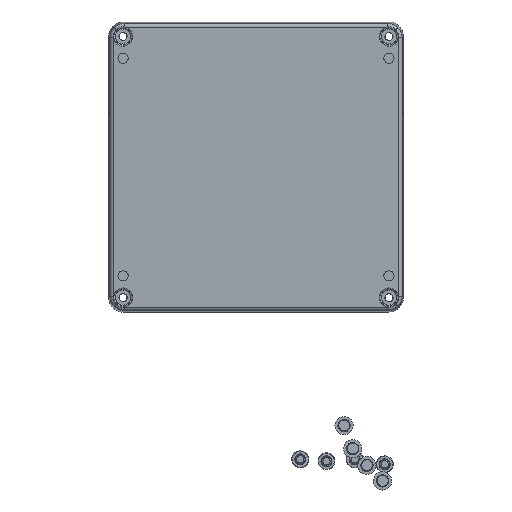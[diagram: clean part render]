
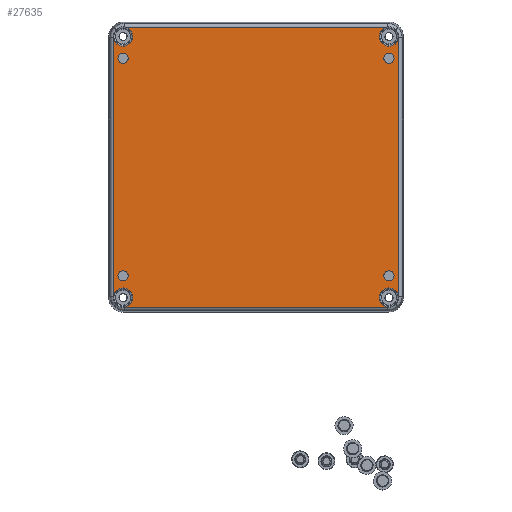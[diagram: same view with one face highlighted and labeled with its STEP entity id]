
A CAD part, front view. The second image highlights one B-rep face of the part: STEP entity #27635.
In plain terms, the highlighted planar face has unit normal (0, -1, 0).
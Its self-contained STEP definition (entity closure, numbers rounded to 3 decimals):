
#19828 = VERTEX_POINT('',#19829);
#19829 = CARTESIAN_POINT('',(-55.,-71.5,47.1));
#19847 = VERTEX_POINT('',#19848);
#19848 = CARTESIAN_POINT('',(-55.,-71.5,42.9));
#19854 = EDGE_CURVE('',#19847,#19828,#19855,.T.);
#19855 = CIRCLE('',#19856,2.1);
#19856 = AXIS2_PLACEMENT_3D('',#19857,#19858,#19859);
#19857 = CARTESIAN_POINT('',(-55.,-71.5,45.));
#19858 = DIRECTION('',(0.,1.,0.));
#19859 = DIRECTION('',(0.,-0.,1.));
#19870 = VERTEX_POINT('',#19871);
#19871 = CARTESIAN_POINT('',(55.,-71.5,47.1));
#19889 = VERTEX_POINT('',#19890);
#19890 = CARTESIAN_POINT('',(55.,-71.5,42.9));
#19896 = EDGE_CURVE('',#19889,#19870,#19897,.T.);
#19897 = CIRCLE('',#19898,2.1);
#19898 = AXIS2_PLACEMENT_3D('',#19899,#19900,#19901);
#19899 = CARTESIAN_POINT('',(55.,-71.5,45.));
#19900 = DIRECTION('',(0.,1.,0.));
#19901 = DIRECTION('',(0.,-0.,1.));
#19912 = VERTEX_POINT('',#19913);
#19913 = CARTESIAN_POINT('',(55.,-71.5,-42.9));
#19931 = VERTEX_POINT('',#19932);
#19932 = CARTESIAN_POINT('',(55.,-71.5,-47.1));
#19938 = EDGE_CURVE('',#19931,#19912,#19939,.T.);
#19939 = CIRCLE('',#19940,2.1);
#19940 = AXIS2_PLACEMENT_3D('',#19941,#19942,#19943);
#19941 = CARTESIAN_POINT('',(55.,-71.5,-45.));
#19942 = DIRECTION('',(0.,1.,0.));
#19943 = DIRECTION('',(0.,-0.,1.));
#19954 = VERTEX_POINT('',#19955);
#19955 = CARTESIAN_POINT('',(-55.,-71.5,-42.9));
#19973 = VERTEX_POINT('',#19974);
#19974 = CARTESIAN_POINT('',(-55.,-71.5,-47.1));
#19980 = EDGE_CURVE('',#19973,#19954,#19981,.T.);
#19981 = CIRCLE('',#19982,2.1);
#19982 = AXIS2_PLACEMENT_3D('',#19983,#19984,#19985);
#19983 = CARTESIAN_POINT('',(-55.,-71.5,-45.));
#19984 = DIRECTION('',(0.,1.,0.));
#19985 = DIRECTION('',(0.,-0.,1.));
#22367 = VERTEX_POINT('',#22368);
#22368 = CARTESIAN_POINT('',(54.173,-71.5,-57.914));
#22375 = EDGE_CURVE('',#22376,#22367,#22378,.T.);
#22376 = VERTEX_POINT('',#22377);
#22377 = CARTESIAN_POINT('',(55.,-71.5,-50.));
#22378 = CIRCLE('',#22379,4.);
#22379 = AXIS2_PLACEMENT_3D('',#22380,#22381,#22382);
#22380 = CARTESIAN_POINT('',(55.,-71.5,-54.));
#22381 = DIRECTION('',(0.,-1.,0.));
#22382 = DIRECTION('',(0.,0.,-1.));
#22446 = VERTEX_POINT('',#22447);
#22447 = CARTESIAN_POINT('',(-58.914,-71.5,-53.173));
#22454 = EDGE_CURVE('',#22455,#22446,#22457,.T.);
#22455 = VERTEX_POINT('',#22456);
#22456 = CARTESIAN_POINT('',(-55.,-71.5,-50.));
#22457 = CIRCLE('',#22458,4.);
#22458 = AXIS2_PLACEMENT_3D('',#22459,#22460,#22461);
#22459 = CARTESIAN_POINT('',(-55.,-71.5,-54.));
#22460 = DIRECTION('',(0.,-1.,0.));
#22461 = DIRECTION('',(0.,0.,-1.));
#22489 = VERTEX_POINT('',#22490);
#22490 = CARTESIAN_POINT('',(-55.,-71.5,50.));
#22496 = EDGE_CURVE('',#22497,#22489,#22499,.T.);
#22497 = VERTEX_POINT('',#22498);
#22498 = CARTESIAN_POINT('',(-58.914,-71.5,53.173));
#22499 = CIRCLE('',#22500,4.);
#22500 = AXIS2_PLACEMENT_3D('',#22501,#22502,#22503);
#22501 = CARTESIAN_POINT('',(-55.,-71.5,54.));
#22502 = DIRECTION('',(0.,-1.,0.));
#22503 = DIRECTION('',(0.,0.,-1.));
#22573 = VERTEX_POINT('',#22574);
#22574 = CARTESIAN_POINT('',(55.,-71.5,50.));
#22580 = EDGE_CURVE('',#22581,#22573,#22583,.T.);
#22581 = VERTEX_POINT('',#22582);
#22582 = CARTESIAN_POINT('',(54.173,-71.5,57.914));
#22583 = CIRCLE('',#22584,4.);
#22584 = AXIS2_PLACEMENT_3D('',#22585,#22586,#22587);
#22585 = CARTESIAN_POINT('',(55.,-71.5,54.));
#22586 = DIRECTION('',(0.,-1.,0.));
#22587 = DIRECTION('',(0.,0.,-1.));
#27635 = ADVANCED_FACE('',(#27636,#27646,#27656,#27666,#27676),#27742,
  .T.);
#27636 = FACE_BOUND('',#27637,.T.);
#27637 = EDGE_LOOP('',(#27638,#27645));
#27638 = ORIENTED_EDGE('',*,*,#27639,.T.);
#27639 = EDGE_CURVE('',#19828,#19847,#27640,.T.);
#27640 = CIRCLE('',#27641,2.1);
#27641 = AXIS2_PLACEMENT_3D('',#27642,#27643,#27644);
#27642 = CARTESIAN_POINT('',(-55.,-71.5,45.));
#27643 = DIRECTION('',(0.,1.,0.));
#27644 = DIRECTION('',(0.,-0.,1.));
#27645 = ORIENTED_EDGE('',*,*,#19854,.T.);
#27646 = FACE_BOUND('',#27647,.T.);
#27647 = EDGE_LOOP('',(#27648,#27655));
#27648 = ORIENTED_EDGE('',*,*,#27649,.T.);
#27649 = EDGE_CURVE('',#19870,#19889,#27650,.T.);
#27650 = CIRCLE('',#27651,2.1);
#27651 = AXIS2_PLACEMENT_3D('',#27652,#27653,#27654);
#27652 = CARTESIAN_POINT('',(55.,-71.5,45.));
#27653 = DIRECTION('',(0.,1.,0.));
#27654 = DIRECTION('',(0.,-0.,1.));
#27655 = ORIENTED_EDGE('',*,*,#19896,.T.);
#27656 = FACE_BOUND('',#27657,.T.);
#27657 = EDGE_LOOP('',(#27658,#27665));
#27658 = ORIENTED_EDGE('',*,*,#27659,.T.);
#27659 = EDGE_CURVE('',#19912,#19931,#27660,.T.);
#27660 = CIRCLE('',#27661,2.1);
#27661 = AXIS2_PLACEMENT_3D('',#27662,#27663,#27664);
#27662 = CARTESIAN_POINT('',(55.,-71.5,-45.));
#27663 = DIRECTION('',(0.,1.,0.));
#27664 = DIRECTION('',(0.,-0.,1.));
#27665 = ORIENTED_EDGE('',*,*,#19938,.T.);
#27666 = FACE_BOUND('',#27667,.T.);
#27667 = EDGE_LOOP('',(#27668,#27675));
#27668 = ORIENTED_EDGE('',*,*,#27669,.T.);
#27669 = EDGE_CURVE('',#19954,#19973,#27670,.T.);
#27670 = CIRCLE('',#27671,2.1);
#27671 = AXIS2_PLACEMENT_3D('',#27672,#27673,#27674);
#27672 = CARTESIAN_POINT('',(-55.,-71.5,-45.));
#27673 = DIRECTION('',(0.,1.,0.));
#27674 = DIRECTION('',(0.,-0.,1.));
#27675 = ORIENTED_EDGE('',*,*,#19980,.T.);
#27676 = FACE_BOUND('',#27677,.T.);
#27677 = EDGE_LOOP('',(#27678,#27687,#27695,#27702,#27703,#27711,#27718,
    #27719,#27725,#27726,#27735,#27741));
#27678 = ORIENTED_EDGE('',*,*,#27679,.F.);
#27679 = EDGE_CURVE('',#27680,#22376,#27682,.T.);
#27680 = VERTEX_POINT('',#27681);
#27681 = CARTESIAN_POINT('',(58.914,-71.5,-53.173));
#27682 = CIRCLE('',#27683,4.);
#27683 = AXIS2_PLACEMENT_3D('',#27684,#27685,#27686);
#27684 = CARTESIAN_POINT('',(55.,-71.5,-54.));
#27685 = DIRECTION('',(0.,-1.,0.));
#27686 = DIRECTION('',(0.,0.,-1.));
#27687 = ORIENTED_EDGE('',*,*,#27688,.T.);
#27688 = EDGE_CURVE('',#27680,#27689,#27691,.T.);
#27689 = VERTEX_POINT('',#27690);
#27690 = CARTESIAN_POINT('',(58.914,-71.5,53.173));
#27691 = LINE('',#27692,#27693);
#27692 = CARTESIAN_POINT('',(58.914,-71.5,-60.));
#27693 = VECTOR('',#27694,1.);
#27694 = DIRECTION('',(-0.,-0.,1.));
#27695 = ORIENTED_EDGE('',*,*,#27696,.F.);
#27696 = EDGE_CURVE('',#22573,#27689,#27697,.T.);
#27697 = CIRCLE('',#27698,4.);
#27698 = AXIS2_PLACEMENT_3D('',#27699,#27700,#27701);
#27699 = CARTESIAN_POINT('',(55.,-71.5,54.));
#27700 = DIRECTION('',(0.,-1.,0.));
#27701 = DIRECTION('',(0.,0.,-1.));
#27702 = ORIENTED_EDGE('',*,*,#22580,.F.);
#27703 = ORIENTED_EDGE('',*,*,#27704,.T.);
#27704 = EDGE_CURVE('',#22581,#27705,#27707,.T.);
#27705 = VERTEX_POINT('',#27706);
#27706 = CARTESIAN_POINT('',(-54.173,-71.5,57.914));
#27707 = LINE('',#27708,#27709);
#27708 = CARTESIAN_POINT('',(61.,-71.5,57.914));
#27709 = VECTOR('',#27710,1.);
#27710 = DIRECTION('',(-1.,-0.,-0.));
#27711 = ORIENTED_EDGE('',*,*,#27712,.F.);
#27712 = EDGE_CURVE('',#22489,#27705,#27713,.T.);
#27713 = CIRCLE('',#27714,4.);
#27714 = AXIS2_PLACEMENT_3D('',#27715,#27716,#27717);
#27715 = CARTESIAN_POINT('',(-55.,-71.5,54.));
#27716 = DIRECTION('',(0.,-1.,0.));
#27717 = DIRECTION('',(0.,0.,-1.));
#27718 = ORIENTED_EDGE('',*,*,#22496,.F.);
#27719 = ORIENTED_EDGE('',*,*,#27720,.T.);
#27720 = EDGE_CURVE('',#22497,#22446,#27721,.T.);
#27721 = LINE('',#27722,#27723);
#27722 = CARTESIAN_POINT('',(-58.914,-71.5,-60.));
#27723 = VECTOR('',#27724,1.);
#27724 = DIRECTION('',(-0.,-0.,-1.));
#27725 = ORIENTED_EDGE('',*,*,#22454,.F.);
#27726 = ORIENTED_EDGE('',*,*,#27727,.F.);
#27727 = EDGE_CURVE('',#27728,#22455,#27730,.T.);
#27728 = VERTEX_POINT('',#27729);
#27729 = CARTESIAN_POINT('',(-54.173,-71.5,-57.914));
#27730 = CIRCLE('',#27731,4.);
#27731 = AXIS2_PLACEMENT_3D('',#27732,#27733,#27734);
#27732 = CARTESIAN_POINT('',(-55.,-71.5,-54.));
#27733 = DIRECTION('',(0.,-1.,0.));
#27734 = DIRECTION('',(0.,0.,-1.));
#27735 = ORIENTED_EDGE('',*,*,#27736,.T.);
#27736 = EDGE_CURVE('',#27728,#22367,#27737,.T.);
#27737 = LINE('',#27738,#27739);
#27738 = CARTESIAN_POINT('',(61.,-71.5,-57.914));
#27739 = VECTOR('',#27740,1.);
#27740 = DIRECTION('',(1.,-0.,-0.));
#27741 = ORIENTED_EDGE('',*,*,#22375,.F.);
#27742 = PLANE('',#27743);
#27743 = AXIS2_PLACEMENT_3D('',#27744,#27745,#27746);
#27744 = CARTESIAN_POINT('',(61.,-71.5,-60.));
#27745 = DIRECTION('',(0.,-1.,0.));
#27746 = DIRECTION('',(0.,-0.,-1.));
